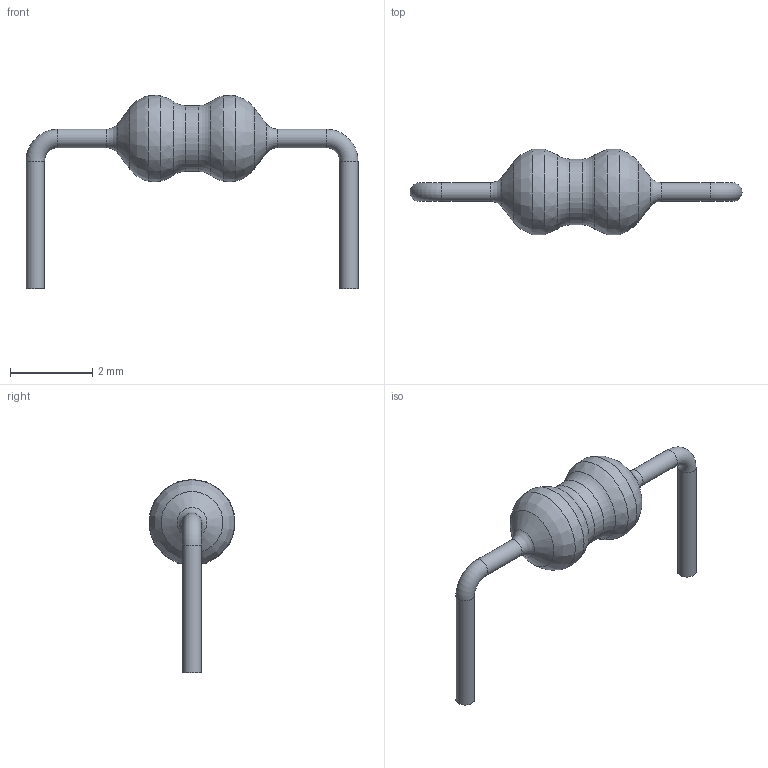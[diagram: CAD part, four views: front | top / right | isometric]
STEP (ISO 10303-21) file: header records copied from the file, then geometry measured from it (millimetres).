
FILE_DESCRIPTION(('FreeCAD Model'),'2;1');
FILE_NAME('RES-0.125W-H-MF.step','2016-10-18T18:15:25',( 'Author'),(''),'Open CASCADE STEP processor 6.8','FreeCAD','Unknown' );
FILE_SCHEMA(('AUTOMOTIVE_DESIGN_CC2 { 1 2 10303 214 -1 1 5 4 }'));
Length unit declared in the file: millimetre
Products named in the file (2): ASSEMBLY; RES-0.125W-H-MF
Assembly tree (1 placements, depth 2):
  ASSEMBLY
    RES-0.125W-H-MF
Bounding box: 8.07 x 2.07 x 4.7 mm (x, y, z)
Volume: 10.6 mm3; surface area: 38.7 mm2
Topology: 1 solids, 1 shells, 21 faces, 40 edges, 21 vertices
Faces by surface type: revolution 6, torus 6, cylinder 5, cone 2, plane 2
Full cylindrical faces by diameter (mm): 0.45 x4, 1.6 x1
Entity records: 2114 total; most frequent: CARTESIAN_POINT 1171, DIRECTION 124, ORIENTED_EDGE 80, PCURVE 80, DEFINITIONAL_REPRESENTATION 80, B_SPLINE_CURVE_WITH_KNOTS 63, EDGE_CURVE 40, LINE 40
